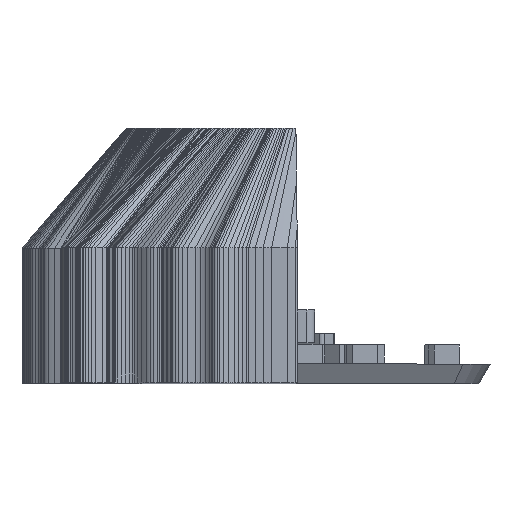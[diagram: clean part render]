
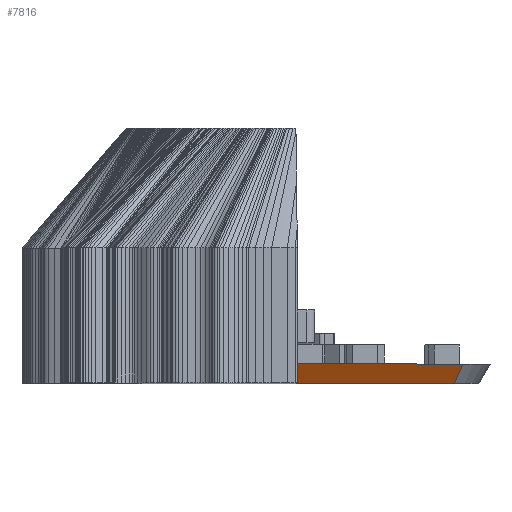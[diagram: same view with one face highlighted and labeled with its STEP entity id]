
A CAD part, top view. The second image highlights one B-rep face of the part: STEP entity #7816.
In plain terms, the highlighted planar face has unit normal (0.663, -0.5, 0.557).
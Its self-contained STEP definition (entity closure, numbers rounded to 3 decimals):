
#526=PLANE('',#8348);
#633=FACE_OUTER_BOUND('',#1111,.T.);
#1111=EDGE_LOOP('',(#5625,#5626,#5627,#5628));
#1514=LINE('',#11053,#2124);
#1522=LINE('',#11076,#2132);
#1607=LINE('',#11526,#2217);
#1720=LINE('',#11772,#2330);
#2124=VECTOR('',#8977,10.);
#2132=VECTOR('',#8999,10.);
#2217=VECTOR('',#9180,10.);
#2330=VECTOR('',#9403,10.);
#3129=VERTEX_POINT('',#11050);
#3130=VERTEX_POINT('',#11052);
#3138=VERTEX_POINT('',#11074);
#3230=VERTEX_POINT('',#11524);
#3899=EDGE_CURVE('',#3130,#3129,#1514,.T.);
#3911=EDGE_CURVE('',#3138,#3129,#1522,.T.);
#4025=EDGE_CURVE('',#3138,#3230,#1607,.T.);
#4142=EDGE_CURVE('',#3130,#3230,#1720,.T.);
#5625=ORIENTED_EDGE('',*,*,#4025,.T.);
#5626=ORIENTED_EDGE('',*,*,#4142,.F.);
#5627=ORIENTED_EDGE('',*,*,#3899,.T.);
#5628=ORIENTED_EDGE('',*,*,#3911,.F.);
#7816=ADVANCED_FACE('',(#633),#526,.F.);
#8348=AXIS2_PLACEMENT_3D('',#11771,#9401,#9402);
#8977=DIRECTION('',(0.383,0.866,0.322));
#8999=DIRECTION('',(0.644,0.,-0.765));
#9180=DIRECTION('',(-0.009,-0.75,-0.661));
#9401=DIRECTION('center_axis',(-0.663,0.5,-0.557));
#9402=DIRECTION('ref_axis',(0.383,0.866,0.322));
#9403=DIRECTION('',(-0.644,0.,0.765));
#11050=CARTESIAN_POINT('',(140.745,5.,49.778));
#11052=CARTESIAN_POINT('',(138.536,0.,47.92));
#11053=CARTESIAN_POINT('',(138.536,0.,47.92));
#11074=CARTESIAN_POINT('',(97.677,5.,100.976));
#11076=CARTESIAN_POINT('',(140.745,5.,49.778));
#11524=CARTESIAN_POINT('',(97.614,0.,96.566));
#11526=CARTESIAN_POINT('',(97.636,1.719,98.082));
#11771=CARTESIAN_POINT('Origin',(95.468,0.,99.117));
#11772=CARTESIAN_POINT('',(109.427,0.,82.523));
